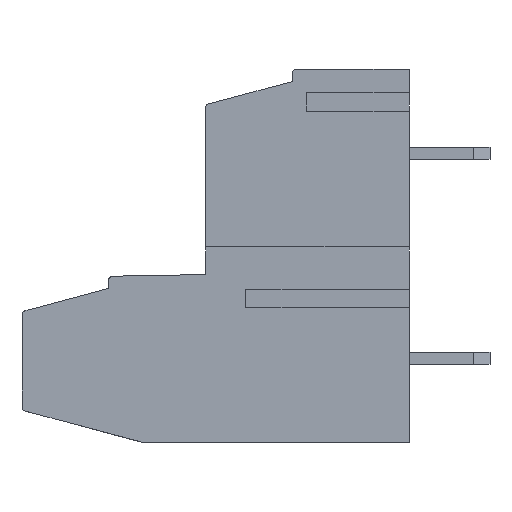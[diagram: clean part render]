
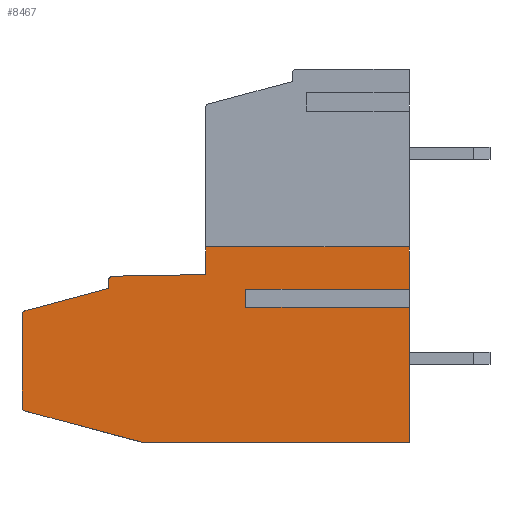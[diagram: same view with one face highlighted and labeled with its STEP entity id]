
A CAD part, left-side view. The second image highlights one B-rep face of the part: STEP entity #8467.
In plain terms, the highlighted planar face has unit normal (-1, 0, 0).
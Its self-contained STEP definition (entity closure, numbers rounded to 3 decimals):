
#25 = ORIENTED_EDGE ( 'NONE', *, *, #39357, .F. ) ;
#34 = DIRECTION ( 'NONE',  ( 0., 0., 1. ) ) ;
#247 = ORIENTED_EDGE ( 'NONE', *, *, #11837, .T. ) ;
#420 = VERTEX_POINT ( 'NONE', #6447 ) ;
#433 = VERTEX_POINT ( 'NONE', #20662 ) ;
#1139 = VECTOR ( 'NONE', #8948, 1000. ) ;
#2507 = CARTESIAN_POINT ( 'NONE',  ( -2.5, 8.1, 2.7 ) ) ;
#2512 = ORIENTED_EDGE ( 'NONE', *, *, #36695, .T. ) ;
#3044 = ORIENTED_EDGE ( 'NONE', *, *, #36439, .F. ) ;
#3860 = CIRCLE ( 'NONE', #8253, 0.2 ) ;
#4434 = CARTESIAN_POINT ( 'NONE',  ( -2.5, 19., -2.429 ) ) ;
#5498 = ORIENTED_EDGE ( 'NONE', *, *, #28410, .T. ) ;
#6159 = DIRECTION ( 'NONE',  ( 0., -1., 0. ) ) ;
#6447 = CARTESIAN_POINT ( 'NONE',  ( -2.5, 14.9, 3.456 ) ) ;
#6545 = ORIENTED_EDGE ( 'NONE', *, *, #10564, .F. ) ;
#7061 = VECTOR ( 'NONE', #34761, 1000. ) ;
#7226 = DIRECTION ( 'NONE',  ( 0., 0., -1. ) ) ;
#7417 = DIRECTION ( 'NONE',  ( 0., 0., -1. ) ) ;
#7658 = VECTOR ( 'NONE', #19345, 1000. ) ;
#7993 = CARTESIAN_POINT ( 'NONE',  ( -2.5, 0., -4.19 ) ) ;
#8223 = DIRECTION ( 'NONE',  ( 0., 0., 1. ) ) ;
#8253 = AXIS2_PLACEMENT_3D ( 'NONE', #28437, #21325, #11408 ) ;
#8334 = CARTESIAN_POINT ( 'NONE',  ( -2.5, 13.2, -4.19 ) ) ;
#8426 = EDGE_CURVE ( 'NONE', #42771, #9989, #40222, .T. ) ;
#8467 = ADVANCED_FACE ( 'NONE', ( #13846 ), #38385, .F. ) ;
#8753 = LINE ( 'NONE', #22748, #33778 ) ;
#8948 = DIRECTION ( 'NONE',  ( 0., -1., 0.017 ) ) ;
#9467 = ORIENTED_EDGE ( 'NONE', *, *, #8426, .F. ) ;
#9527 = EDGE_CURVE ( 'NONE', #13185, #30365, #28562, .T. ) ;
#9989 = VERTEX_POINT ( 'NONE', #25408 ) ;
#10284 = CARTESIAN_POINT ( 'NONE',  ( -2.5, 19.2, -4.19 ) ) ;
#10432 = CARTESIAN_POINT ( 'NONE',  ( -2.5, 8.1, 3.236 ) ) ;
#10564 = EDGE_CURVE ( 'NONE', #34468, #420, #8753, .T. ) ;
#10859 = ORIENTED_EDGE ( 'NONE', *, *, #43285, .F. ) ;
#11277 = ORIENTED_EDGE ( 'NONE', *, *, #9527, .F. ) ;
#11408 = DIRECTION ( 'NONE',  ( 0., 0., -1. ) ) ;
#11587 = ORIENTED_EDGE ( 'NONE', *, *, #27004, .T. ) ;
#11652 = CARTESIAN_POINT ( 'NONE',  ( -2.5, 19.052, 2.344 ) ) ;
#11837 = EDGE_CURVE ( 'NONE', #15859, #433, #3860, .T. ) ;
#11953 = LINE ( 'NONE', #8334, #23380 ) ;
#11984 = DIRECTION ( 'NONE',  ( 0., 0., 1. ) ) ;
#12030 = AXIS2_PLACEMENT_3D ( 'NONE', #24416, #41369, #7417 ) ;
#12583 = LINE ( 'NONE', #40356, #1139 ) ;
#13112 = DIRECTION ( 'NONE',  ( -1., 0., 0. ) ) ;
#13185 = VERTEX_POINT ( 'NONE', #16886 ) ;
#13340 = DIRECTION ( 'NONE',  ( 0., 0., -1. ) ) ;
#13846 = FACE_OUTER_BOUND ( 'NONE', #24559, .T. ) ;
#14616 = CARTESIAN_POINT ( 'NONE',  ( -2.5, 0., 5.51 ) ) ;
#14911 = VERTEX_POINT ( 'NONE', #22713 ) ;
#15859 = VERTEX_POINT ( 'NONE', #39673 ) ;
#15892 = DIRECTION ( 'NONE',  ( 0., 0.966, 0.259 ) ) ;
#16266 = VERTEX_POINT ( 'NONE', #42792 ) ;
#16351 = CARTESIAN_POINT ( 'NONE',  ( -2.5, 19., 2.151 ) ) ;
#16366 = VECTOR ( 'NONE', #8223, 1000. ) ;
#16654 = LINE ( 'NONE', #28107, #7061 ) ;
#16886 = CARTESIAN_POINT ( 'NONE',  ( -2.5, 10.1, 4.14 ) ) ;
#17112 = VERTEX_POINT ( 'NONE', #28128 ) ;
#17991 = CARTESIAN_POINT ( 'NONE',  ( -2.5, 10.1, 4.14 ) ) ;
#19345 = DIRECTION ( 'NONE',  ( 0., -1., 0. ) ) ;
#19935 = EDGE_CURVE ( 'NONE', #37856, #25024, #32790, .T. ) ;
#20382 = DIRECTION ( 'NONE',  ( 0., -1., 0. ) ) ;
#20616 = LINE ( 'NONE', #26826, #25015 ) ;
#20662 = CARTESIAN_POINT ( 'NONE',  ( -2.5, 14.9, 3.86 ) ) ;
#21323 = ORIENTED_EDGE ( 'NONE', *, *, #19935, .T. ) ;
#21325 = DIRECTION ( 'NONE',  ( -1., 0., 0. ) ) ;
#21671 = DIRECTION ( 'NONE',  ( 0., 0., 1. ) ) ;
#22102 = LINE ( 'NONE', #29883, #24130 ) ;
#22713 = CARTESIAN_POINT ( 'NONE',  ( -2.5, 19.2, 2.151 ) ) ;
#22748 = CARTESIAN_POINT ( 'NONE',  ( -2.5, 19.2, 2.304 ) ) ;
#23380 = VECTOR ( 'NONE', #15892, 1000. ) ;
#24130 = VECTOR ( 'NONE', #26226, 1000. ) ;
#24416 = CARTESIAN_POINT ( 'NONE',  ( -2.5, 19.2, -4.19 ) ) ;
#24559 = EDGE_LOOP ( 'NONE', ( #3044, #247, #35742, #6545, #43520, #38038, #2512, #10859, #35614, #11587, #9467, #25, #5498, #21323, #44142, #11277 ) ) ;
#25015 = VECTOR ( 'NONE', #20382, 1000. ) ;
#25024 = VERTEX_POINT ( 'NONE', #14616 ) ;
#25408 = CARTESIAN_POINT ( 'NONE',  ( -2.5, 0., 2.7 ) ) ;
#26132 = EDGE_CURVE ( 'NONE', #16266, #43652, #16654, .T. ) ;
#26226 = DIRECTION ( 'NONE',  ( 0., 0., 1. ) ) ;
#26418 = DIRECTION ( 'NONE',  ( 0., -0.966, 0.259 ) ) ;
#26826 = CARTESIAN_POINT ( 'NONE',  ( -2.5, 19.2, 5.51 ) ) ;
#26901 = VECTOR ( 'NONE', #11984, 1000. ) ;
#27004 = EDGE_CURVE ( 'NONE', #43652, #9989, #41573, .T. ) ;
#27073 = CARTESIAN_POINT ( 'NONE',  ( -2.5, 19.2, -2.429 ) ) ;
#28107 = CARTESIAN_POINT ( 'NONE',  ( -2.5, 19.2, -4.19 ) ) ;
#28128 = CARTESIAN_POINT ( 'NONE',  ( -2.5, 8.1, 3.236 ) ) ;
#28358 = VECTOR ( 'NONE', #34, 1000. ) ;
#28410 = EDGE_CURVE ( 'NONE', #17112, #37856, #30256, .T. ) ;
#28437 = CARTESIAN_POINT ( 'NONE',  ( -2.5, 14.7, 3.86 ) ) ;
#28462 = EDGE_CURVE ( 'NONE', #37494, #14911, #41704, .T. ) ;
#28562 = LINE ( 'NONE', #17991, #38800 ) ;
#29259 = CIRCLE ( 'NONE', #34410, 0.2 ) ;
#29883 = CARTESIAN_POINT ( 'NONE',  ( -2.5, 14.9, 3.456 ) ) ;
#30256 = LINE ( 'NONE', #30719, #44451 ) ;
#30365 = VERTEX_POINT ( 'NONE', #38440 ) ;
#30719 = CARTESIAN_POINT ( 'NONE',  ( -2.5, 8.1, 3.236 ) ) ;
#30749 = CARTESIAN_POINT ( 'NONE',  ( -2.5, 0., -4.19 ) ) ;
#31214 = EDGE_CURVE ( 'NONE', #30365, #25024, #20616, .T. ) ;
#31508 = CARTESIAN_POINT ( 'NONE',  ( -2.5, 0., -4.19 ) ) ;
#32348 = VERTEX_POINT ( 'NONE', #34432 ) ;
#32790 = LINE ( 'NONE', #7993, #16366 ) ;
#33778 = VECTOR ( 'NONE', #26418, 1000. ) ;
#34171 = CIRCLE ( 'NONE', #37100, 0.2 ) ;
#34410 = AXIS2_PLACEMENT_3D ( 'NONE', #16351, #13112, #13340 ) ;
#34432 = CARTESIAN_POINT ( 'NONE',  ( -2.5, 19.052, -2.622 ) ) ;
#34468 = VERTEX_POINT ( 'NONE', #11652 ) ;
#34761 = DIRECTION ( 'NONE',  ( 0., -1., 0. ) ) ;
#35614 = ORIENTED_EDGE ( 'NONE', *, *, #26132, .T. ) ;
#35655 = DIRECTION ( 'NONE',  ( 0., 0., -1. ) ) ;
#35742 = ORIENTED_EDGE ( 'NONE', *, *, #43296, .F. ) ;
#36439 = EDGE_CURVE ( 'NONE', #15859, #13185, #12583, .T. ) ;
#36695 = EDGE_CURVE ( 'NONE', #37494, #32348, #34171, .T. ) ;
#36809 = CARTESIAN_POINT ( 'NONE',  ( -2.5, 8.1, 2.7 ) ) ;
#37100 = AXIS2_PLACEMENT_3D ( 'NONE', #4434, #42072, #35655 ) ;
#37494 = VERTEX_POINT ( 'NONE', #27073 ) ;
#37856 = VERTEX_POINT ( 'NONE', #42965 ) ;
#38038 = ORIENTED_EDGE ( 'NONE', *, *, #28462, .F. ) ;
#38385 = PLANE ( 'NONE',  #12030 ) ;
#38440 = CARTESIAN_POINT ( 'NONE',  ( -2.5, 10.1, 5.51 ) ) ;
#38800 = VECTOR ( 'NONE', #21671, 1000. ) ;
#38867 = LINE ( 'NONE', #10432, #43791 ) ;
#39357 = EDGE_CURVE ( 'NONE', #17112, #42771, #38867, .T. ) ;
#39673 = CARTESIAN_POINT ( 'NONE',  ( -2.5, 14.703, 4.06 ) ) ;
#40222 = LINE ( 'NONE', #36809, #7658 ) ;
#40356 = CARTESIAN_POINT ( 'NONE',  ( -2.5, 14.9, 4.056 ) ) ;
#41369 = DIRECTION ( 'NONE',  ( 1., 0., 0. ) ) ;
#41573 = LINE ( 'NONE', #31508, #28358 ) ;
#41704 = LINE ( 'NONE', #10284, #26901 ) ;
#42072 = DIRECTION ( 'NONE',  ( -1., 0., 0. ) ) ;
#42478 = EDGE_CURVE ( 'NONE', #34468, #14911, #29259, .T. ) ;
#42771 = VERTEX_POINT ( 'NONE', #2507 ) ;
#42792 = CARTESIAN_POINT ( 'NONE',  ( -2.5, 13.2, -4.19 ) ) ;
#42965 = CARTESIAN_POINT ( 'NONE',  ( -2.5, 0., 3.236 ) ) ;
#43285 = EDGE_CURVE ( 'NONE', #16266, #32348, #11953, .T. ) ;
#43296 = EDGE_CURVE ( 'NONE', #420, #433, #22102, .T. ) ;
#43520 = ORIENTED_EDGE ( 'NONE', *, *, #42478, .T. ) ;
#43652 = VERTEX_POINT ( 'NONE', #30749 ) ;
#43791 = VECTOR ( 'NONE', #7226, 1000. ) ;
#44142 = ORIENTED_EDGE ( 'NONE', *, *, #31214, .F. ) ;
#44451 = VECTOR ( 'NONE', #6159, 1000. ) ;
